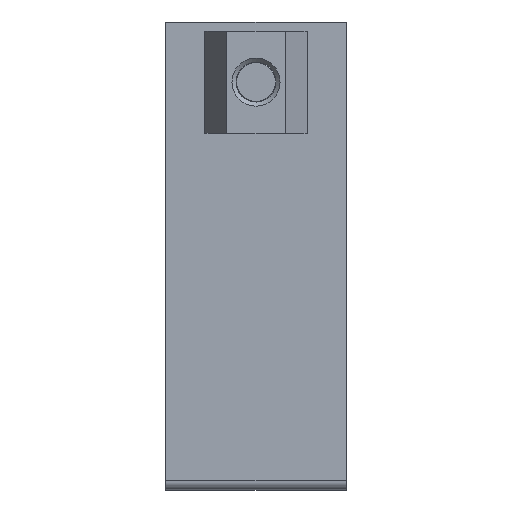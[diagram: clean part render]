
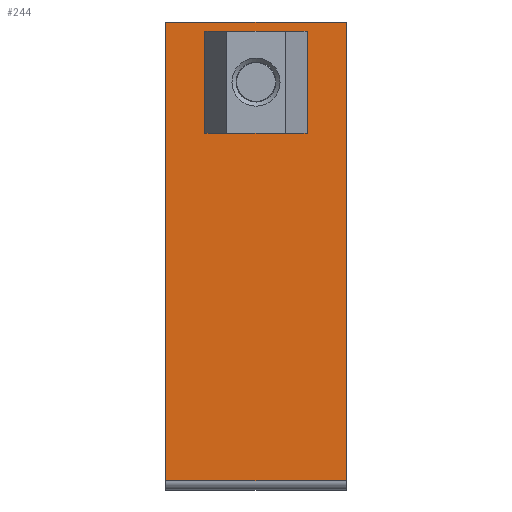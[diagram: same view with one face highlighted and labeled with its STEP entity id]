
A CAD part, front view. The second image highlights one B-rep face of the part: STEP entity #244.
In plain terms, the highlighted planar face has unit normal (0, -1, 0).
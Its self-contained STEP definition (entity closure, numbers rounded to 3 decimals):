
#244 = ADVANCED_FACE( '', ( #468, #469 ), #470, .F. );
#468 = FACE_BOUND( '', #697, .T. );
#469 = FACE_OUTER_BOUND( '', #698, .T. );
#470 = PLANE( '', #699 );
#697 = EDGE_LOOP( '', ( #1087 ) );
#698 = EDGE_LOOP( '', ( #1088, #1089, #1090, #1091 ) );
#699 = AXIS2_PLACEMENT_3D( '', #1092, #1093, #1094 );
#1087 = ORIENTED_EDGE( '', *, *, #1451, .T. );
#1088 = ORIENTED_EDGE( '', *, *, #1474, .T. );
#1089 = ORIENTED_EDGE( '', *, *, #1400, .F. );
#1090 = ORIENTED_EDGE( '', *, *, #1475, .F. );
#1091 = ORIENTED_EDGE( '', *, *, #1342, .T. );
#1092 = CARTESIAN_POINT( '', ( 15., 0., 80. ) );
#1093 = DIRECTION( '', ( 0., 1., 0. ) );
#1094 = DIRECTION( '', ( 0., 0., 1. ) );
#1342 = EDGE_CURVE( '', #1563, #1561, #1564, .T. );
#1400 = EDGE_CURVE( '', #1662, #1657, #1664, .T. );
#1451 = EDGE_CURVE( '', #1734, #1734, #1735, .T. );
#1474 = EDGE_CURVE( '', #1561, #1657, #1768, .T. );
#1475 = EDGE_CURVE( '', #1563, #1662, #1769, .T. );
#1561 = VERTEX_POINT( '', #1877 );
#1563 = VERTEX_POINT( '', #1880 );
#1564 = LINE( '', #1881, #1882 );
#1657 = VERTEX_POINT( '', #2006 );
#1662 = VERTEX_POINT( '', #2012 );
#1664 = LINE( '', #2014, #2015 );
#1734 = VERTEX_POINT( '', #2108 );
#1735 = CIRCLE( '', #2109, 4.5 );
#1768 = LINE( '', #2155, #2156 );
#1769 = LINE( '', #2157, #2158 );
#1877 = CARTESIAN_POINT( '', ( -15., 0., 80. ) );
#1880 = CARTESIAN_POINT( '', ( 15., 0., 80. ) );
#1881 = CARTESIAN_POINT( '', ( 15., 0., 80. ) );
#1882 = VECTOR( '', #2259, 1000. );
#2006 = CARTESIAN_POINT( '', ( -15., 0., 3.621 ) );
#2012 = CARTESIAN_POINT( '', ( 15., 0., 3.621 ) );
#2014 = CARTESIAN_POINT( '', ( 15., 0., 3.621 ) );
#2015 = VECTOR( '', #2328, 1000. );
#2108 = CARTESIAN_POINT( '', ( 4.5, 0., 70. ) );
#2109 = AXIS2_PLACEMENT_3D( '', #2385, #2386, #2387 );
#2155 = CARTESIAN_POINT( '', ( -15., 0., 80. ) );
#2156 = VECTOR( '', #2407, 1000. );
#2157 = CARTESIAN_POINT( '', ( 15., 0., 80. ) );
#2158 = VECTOR( '', #2408, 1000. );
#2259 = DIRECTION( '', ( -1., 0., 0. ) );
#2328 = DIRECTION( '', ( -1., 0., 0. ) );
#2385 = CARTESIAN_POINT( '', ( 0., 0., 70. ) );
#2386 = DIRECTION( '', ( 0., 1., 0. ) );
#2387 = DIRECTION( '', ( 1., 0., 0. ) );
#2407 = DIRECTION( '', ( 0., 0., -1. ) );
#2408 = DIRECTION( '', ( 0., 0., -1. ) );
